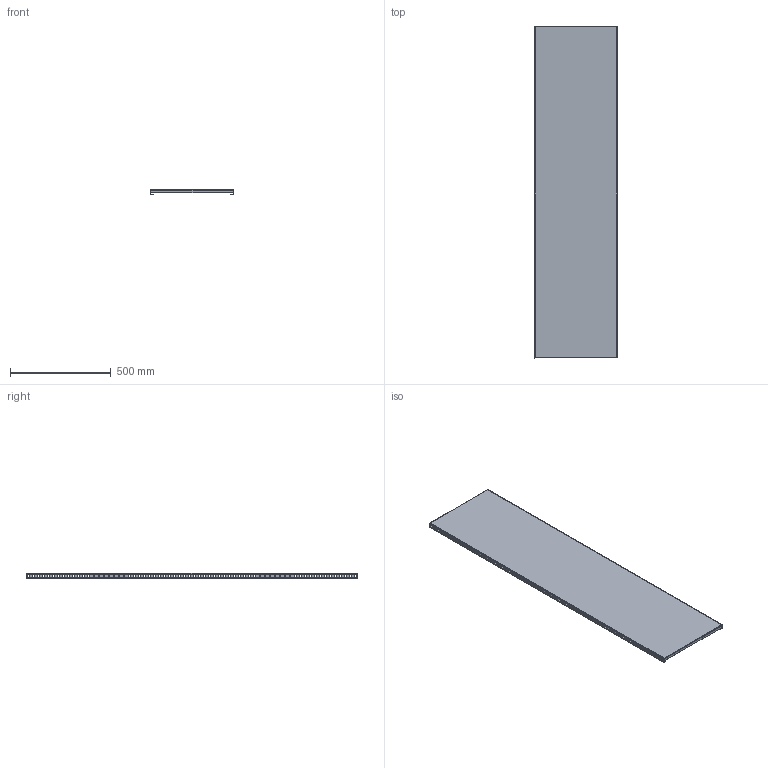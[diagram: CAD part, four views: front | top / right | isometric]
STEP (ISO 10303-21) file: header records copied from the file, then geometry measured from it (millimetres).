
FILE_DESCRIPTION (( 'STEP AP214' ), '1' );
FILE_NAME ('YKV-PM-1650-412 Ïàíåëü ìîíòàæíàÿ 1650õ412 SMART.STEP', '2020-02-19T11:42:10', ( '' ), ( '' ), 'SwSTEP 2.0', 'SolidWorks 2017', '' );
FILE_SCHEMA (( 'AUTOMOTIVE_DESIGN' ));
Length unit declared in the file: millimetre
Products named in the file (1): YKV-PM-1650-412 Ïàíåëü ìîíòàæíàÿ 1650õ412 SMART
Bounding box: 412 x 1650 x 25 mm (x, y, z)
Volume: 1583638.4 mm3; surface area: 1601777.2 mm2
Topology: 1 solids, 1 shells, 582 faces, 1692 edges, 1112 vertices
Faces by surface type: plane 562, cylinder 12, bspline 8
Entity records: 19486 total; most frequent: CARTESIAN_POINT 3651, ORIENTED_EDGE 3384, DIRECTION 2834, EDGE_CURVE 1692, LINE 1668, VECTOR 1668, VERTEX_POINT 1112, EDGE_LOOP 846
